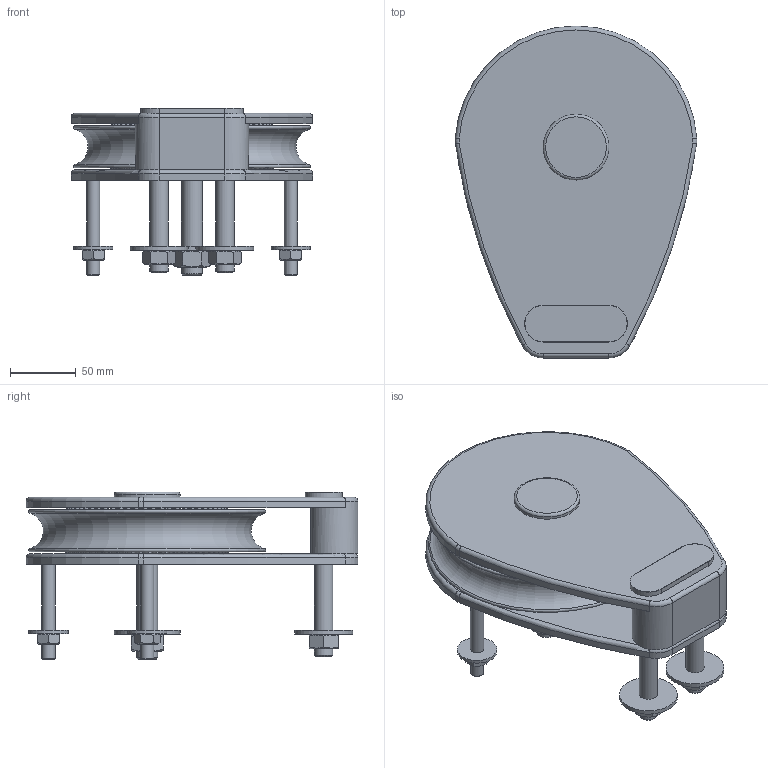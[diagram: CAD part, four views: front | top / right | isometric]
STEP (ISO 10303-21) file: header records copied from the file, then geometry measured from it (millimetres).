
FILE_DESCRIPTION(/* description */ (''),/* implementation_level */ '2;1');
FILE_NAME(/* name */ '831.184.stp',/* time_stamp */ '2017-02-14T16:04:35+01:00',/* author */ ('gianni'),/* organization */ (''),/* preprocessor_version */ 'ST-DEVELOPER v16.5',/* originating_system */ 'Autodesk Inventor 2017',/* authorisation */ '');
FILE_SCHEMA (('AUTOMOTIVE_DESIGN { 1 0 10303 214 3 1 1 }'));
Length unit declared in the file: millimetre
Products named in the file (1): 17021425
Bounding box: 183.64 x 252 x 127.5 mm (x, y, z)
Volume: 1462505.5 mm3; surface area: 253030.3 mm2
Topology: 1 solids, 1 shells, 273 faces, 451 edges, 326 vertices
Faces by surface type: sphere 118, plane 74, cylinder 41, cone 20, torus 20
Full cylindrical faces by diameter (mm): 10 x6, 14 x4, 16 x2, 30 x3, 44 x2, 49.75 x2, 50 x2
Entity records: 6262 total; most frequent: CARTESIAN_POINT 1144, DIRECTION 1138, ORIENTED_EDGE 806, AXIS2_PLACEMENT_3D 533, EDGE_LOOP 466, EDGE_CURVE 403, VERTEX_POINT 323, FACE_OUTER_BOUND 273
